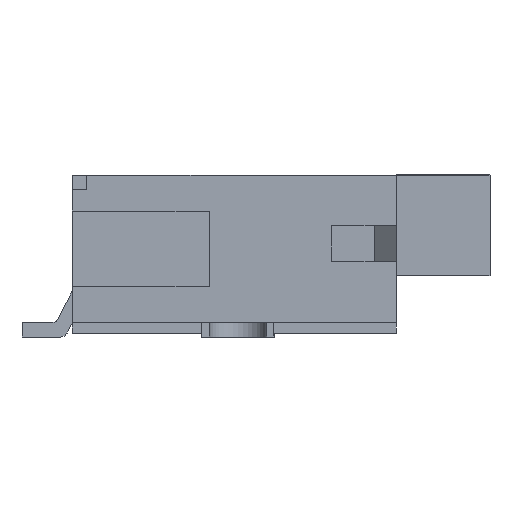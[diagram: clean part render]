
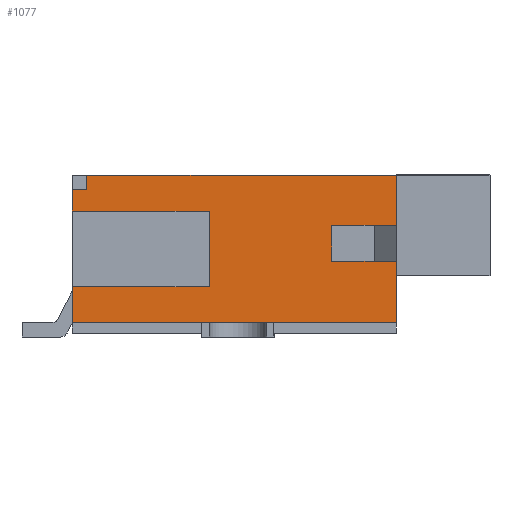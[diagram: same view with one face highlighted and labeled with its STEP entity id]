
A CAD part, left-side view. The second image highlights one B-rep face of the part: STEP entity #1077.
In plain terms, the highlighted planar face has unit normal (-1, 0, 0).
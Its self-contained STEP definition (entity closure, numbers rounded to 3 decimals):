
#1077 = ADVANCED_FACE( '', ( #2286 ), #2287, .T. );
#2286 = FACE_OUTER_BOUND( '', #3749, .T. );
#2287 = PLANE( '', #3750 );
#3749 = EDGE_LOOP( '', ( #5854, #5855, #5856, #5857, #5858, #5859, #5860, #5861, #5862, #5863, #5864, #5865, #5866, #5867 ) );
#3750 = AXIS2_PLACEMENT_3D( '', #5868, #5869, #5870 );
#5854 = ORIENTED_EDGE( '', *, *, #10493, .F. );
#5855 = ORIENTED_EDGE( '', *, *, #10878, .F. );
#5856 = ORIENTED_EDGE( '', *, *, #10879, .T. );
#5857 = ORIENTED_EDGE( '', *, *, #10572, .F. );
#5858 = ORIENTED_EDGE( '', *, *, #10299, .T. );
#5859 = ORIENTED_EDGE( '', *, *, #10880, .T. );
#5860 = ORIENTED_EDGE( '', *, *, #10881, .T. );
#5861 = ORIENTED_EDGE( '', *, *, #10882, .F. );
#5862 = ORIENTED_EDGE( '', *, *, #10883, .T. );
#5863 = ORIENTED_EDGE( '', *, *, #10884, .T. );
#5864 = ORIENTED_EDGE( '', *, *, #10885, .T. );
#5865 = ORIENTED_EDGE( '', *, *, #10404, .T. );
#5866 = ORIENTED_EDGE( '', *, *, #10886, .T. );
#5867 = ORIENTED_EDGE( '', *, *, #10275, .T. );
#5868 = CARTESIAN_POINT( '', ( -17.3, 0., 0. ) );
#5869 = DIRECTION( '', ( -1., 0., 0. ) );
#5870 = DIRECTION( '', ( 0., 0., 1. ) );
#10275 = EDGE_CURVE( '', #12491, #12488, #12492, .T. );
#10299 = EDGE_CURVE( '', #12530, #12534, #12536, .T. );
#10404 = EDGE_CURVE( '', #12727, #12725, #12728, .T. );
#10493 = EDGE_CURVE( '', #12885, #12488, #12886, .T. );
#10572 = EDGE_CURVE( '', #12530, #13021, #13024, .T. );
#10878 = EDGE_CURVE( '', #13546, #12885, #13547, .T. );
#10879 = EDGE_CURVE( '', #13546, #13021, #13548, .T. );
#10880 = EDGE_CURVE( '', #12534, #13549, #13550, .T. );
#10881 = EDGE_CURVE( '', #13549, #13551, #13552, .T. );
#10882 = EDGE_CURVE( '', #13553, #13551, #13554, .T. );
#10883 = EDGE_CURVE( '', #13553, #13555, #13556, .T. );
#10884 = EDGE_CURVE( '', #13555, #13557, #13558, .T. );
#10885 = EDGE_CURVE( '', #13557, #12727, #13559, .T. );
#10886 = EDGE_CURVE( '', #12725, #12491, #13560, .T. );
#12488 = VERTEX_POINT( '', #15824 );
#12491 = VERTEX_POINT( '', #15828 );
#12492 = LINE( '', #15829, #15830 );
#12530 = VERTEX_POINT( '', #15885 );
#12534 = VERTEX_POINT( '', #15891 );
#12536 = LINE( '', #15894, #15895 );
#12725 = VERTEX_POINT( '', #16163 );
#12727 = VERTEX_POINT( '', #16166 );
#12728 = LINE( '', #16167, #16168 );
#12885 = VERTEX_POINT( '', #16397 );
#12886 = LINE( '', #16398, #16399 );
#13021 = VERTEX_POINT( '', #16606 );
#13024 = LINE( '', #16611, #16612 );
#13546 = VERTEX_POINT( '', #17355 );
#13547 = LINE( '', #17356, #17357 );
#13548 = LINE( '', #17358, #17359 );
#13549 = VERTEX_POINT( '', #17360 );
#13550 = LINE( '', #17361, #17362 );
#13551 = VERTEX_POINT( '', #17363 );
#13552 = LINE( '', #17364, #17365 );
#13553 = VERTEX_POINT( '', #17366 );
#13554 = LINE( '', #17367, #17368 );
#13555 = VERTEX_POINT( '', #17369 );
#13556 = LINE( '', #17370, #17371 );
#13557 = VERTEX_POINT( '', #17372 );
#13558 = LINE( '', #17373, #17374 );
#13559 = LINE( '', #17375, #17376 );
#13560 = LINE( '', #17377, #17378 );
#15824 = CARTESIAN_POINT( '', ( -17.3, 2.05, 1.1 ) );
#15828 = CARTESIAN_POINT( '', ( -17.3, -2.25, 1.1 ) );
#15829 = CARTESIAN_POINT( '', ( -17.3, -2.25, 1.1 ) );
#15830 = VECTOR( '', #20693, 1000. );
#15885 = CARTESIAN_POINT( '', ( -17.3, 0.35, 0.6 ) );
#15891 = CARTESIAN_POINT( '', ( -17.3, 0.35, -0.45 ) );
#15894 = CARTESIAN_POINT( '', ( -17.3, 0.35, 0.6 ) );
#15895 = VECTOR( '', #20714, 1000. );
#16163 = CARTESIAN_POINT( '', ( -17.3, -2.25, 0.4 ) );
#16166 = CARTESIAN_POINT( '', ( -17.3, -1.35, 0.4 ) );
#16167 = CARTESIAN_POINT( '', ( -17.3, -1.35, 0.4 ) );
#16168 = VECTOR( '', #20813, 1000. );
#16397 = CARTESIAN_POINT( '', ( -17.3, 2.05, 0.9 ) );
#16398 = CARTESIAN_POINT( '', ( -17.3, 2.05, 0. ) );
#16399 = VECTOR( '', #20886, 1000. );
#16606 = CARTESIAN_POINT( '', ( -17.3, 2.25, 0.6 ) );
#16611 = CARTESIAN_POINT( '', ( -17.3, 0.35, 0.6 ) );
#16612 = VECTOR( '', #20961, 1000. );
#17355 = CARTESIAN_POINT( '', ( -17.3, 2.25, 0.9 ) );
#17356 = CARTESIAN_POINT( '', ( -17.3, 0., 0.9 ) );
#17357 = VECTOR( '', #21249, 1000. );
#17358 = CARTESIAN_POINT( '', ( -17.3, 2.25, 1.1 ) );
#17359 = VECTOR( '', #21250, 1000. );
#17360 = CARTESIAN_POINT( '', ( -17.3, 2.25, -0.45 ) );
#17361 = CARTESIAN_POINT( '', ( -17.3, 0.35, -0.45 ) );
#17362 = VECTOR( '', #21251, 1000. );
#17363 = CARTESIAN_POINT( '', ( -17.3, 2.25, -0.95 ) );
#17364 = CARTESIAN_POINT( '', ( -17.3, 2.25, 1.1 ) );
#17365 = VECTOR( '', #21252, 1000. );
#17366 = CARTESIAN_POINT( '', ( -17.3, -2.25, -0.95 ) );
#17367 = CARTESIAN_POINT( '', ( -17.3, -2.25, -0.95 ) );
#17368 = VECTOR( '', #21253, 1000. );
#17369 = CARTESIAN_POINT( '', ( -17.3, -2.25, -0.1 ) );
#17370 = CARTESIAN_POINT( '', ( -17.3, -2.25, -1.1 ) );
#17371 = VECTOR( '', #21254, 1000. );
#17372 = CARTESIAN_POINT( '', ( -17.3, -1.35, -0.1 ) );
#17373 = CARTESIAN_POINT( '', ( -17.3, -2.25, -0.1 ) );
#17374 = VECTOR( '', #21255, 1000. );
#17375 = CARTESIAN_POINT( '', ( -17.3, -1.35, -0.1 ) );
#17376 = VECTOR( '', #21256, 1000. );
#17377 = CARTESIAN_POINT( '', ( -17.3, -2.25, -1.1 ) );
#17378 = VECTOR( '', #21257, 1000. );
#20693 = DIRECTION( '', ( 0., 1., 0. ) );
#20714 = DIRECTION( '', ( 0., 0., -1. ) );
#20813 = DIRECTION( '', ( 0., -1., 0. ) );
#20886 = DIRECTION( '', ( 0., 0., 1. ) );
#20961 = DIRECTION( '', ( 0., 1., 0. ) );
#21249 = DIRECTION( '', ( 0., -1., 0. ) );
#21250 = DIRECTION( '', ( 0., 0., -1. ) );
#21251 = DIRECTION( '', ( 0., 1., 0. ) );
#21252 = DIRECTION( '', ( 0., 0., -1. ) );
#21253 = DIRECTION( '', ( 0., 1., 0. ) );
#21254 = DIRECTION( '', ( 0., 0., 1. ) );
#21255 = DIRECTION( '', ( 0., 1., 0. ) );
#21256 = DIRECTION( '', ( 0., 0., 1. ) );
#21257 = DIRECTION( '', ( 0., 0., 1. ) );
